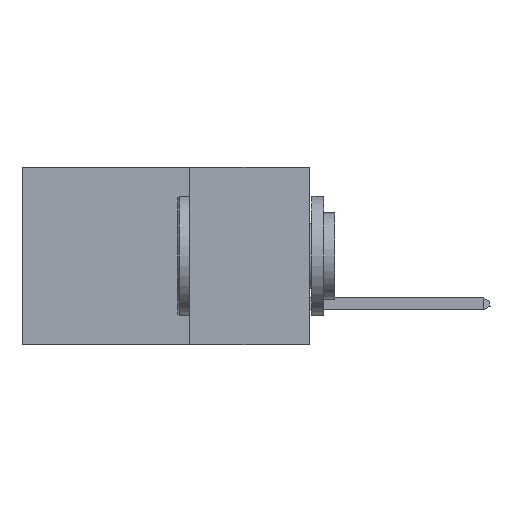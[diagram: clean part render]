
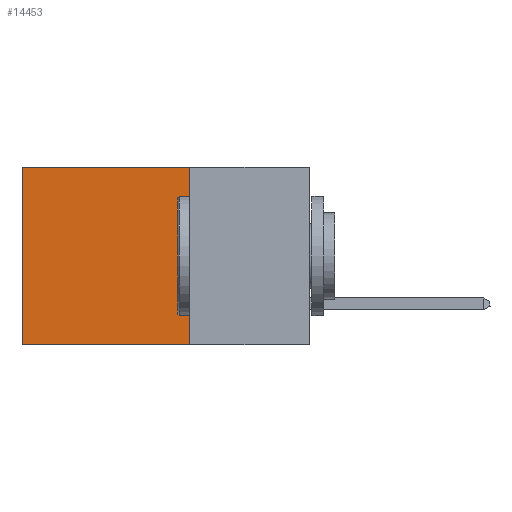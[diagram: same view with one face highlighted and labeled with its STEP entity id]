
A CAD part, left-side view. The second image highlights one B-rep face of the part: STEP entity #14453.
In plain terms, the highlighted planar face has unit normal (-1, 0, 0).
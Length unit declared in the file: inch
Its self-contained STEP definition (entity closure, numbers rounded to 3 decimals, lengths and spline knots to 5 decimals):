
#2212 = CARTESIAN_POINT ( 'NONE',  ( 0.2875, 0.25, -0.37 ) ) ;
#5573 = VERTEX_POINT ( 'NONE', #25870 ) ;
#5975 = DIRECTION ( 'NONE',  ( 0., 0., -1. ) ) ;
#6759 = EDGE_CURVE ( 'NONE', #39008, #39977, #46959, .T. ) ;
#7821 = CARTESIAN_POINT ( 'NONE',  ( 0.2875, 0.25, 0. ) ) ;
#7951 = CARTESIAN_POINT ( 'NONE',  ( 0.2875, 0.6, 0. ) ) ;
#8538 = DIRECTION ( 'NONE',  ( 0., 0., -1. ) ) ;
#9717 = EDGE_LOOP ( 'NONE', ( #24990, #28626, #30954, #20095 ) ) ;
#10220 = AXIS2_PLACEMENT_3D ( 'NONE', #14197, #28965, #5975 ) ;
#10601 = VERTEX_POINT ( 'NONE', #7951 ) ;
#13257 = DIRECTION ( 'NONE',  ( 0., 1., 0. ) ) ;
#14197 = CARTESIAN_POINT ( 'NONE',  ( 0.2875, 0.25, 0. ) ) ;
#14453 = ADVANCED_FACE ( 'NONE', ( #31311 ), #33138, .F. ) ;
#18665 = EDGE_CURVE ( 'NONE', #10601, #39977, #30347, .T. ) ;
#19487 = VECTOR ( 'NONE', #38569, 39.37008 ) ;
#20095 = ORIENTED_EDGE ( 'NONE', *, *, #40725, .T. ) ;
#23217 = CARTESIAN_POINT ( 'NONE',  ( 0.2875, 0.6, 0. ) ) ;
#24152 = EDGE_CURVE ( 'NONE', #5573, #39008, #34357, .T. ) ;
#24990 = ORIENTED_EDGE ( 'NONE', *, *, #18665, .T. ) ;
#25870 = CARTESIAN_POINT ( 'NONE',  ( 0.2875, 0.25, 0. ) ) ;
#27763 = VECTOR ( 'NONE', #8538, 39.37008 ) ;
#28037 = CARTESIAN_POINT ( 'NONE',  ( 0.2875, 0.25, -0.37 ) ) ;
#28626 = ORIENTED_EDGE ( 'NONE', *, *, #6759, .F. ) ;
#28965 = DIRECTION ( 'NONE',  ( 1., 0., 0. ) ) ;
#29087 = VECTOR ( 'NONE', #13257, 39.37008 ) ;
#30347 = LINE ( 'NONE', #23217, #19487 ) ;
#30954 = ORIENTED_EDGE ( 'NONE', *, *, #24152, .F. ) ;
#31014 = CARTESIAN_POINT ( 'NONE',  ( 0.2875, 0.25, 0. ) ) ;
#31311 = FACE_OUTER_BOUND ( 'NONE', #9717, .T. ) ;
#33138 = PLANE ( 'NONE',  #10220 ) ;
#33280 = VECTOR ( 'NONE', #41811, 39.37008 ) ;
#34357 = LINE ( 'NONE', #31014, #27763 ) ;
#37695 = CARTESIAN_POINT ( 'NONE',  ( 0.2875, 0.6, -0.37 ) ) ;
#38569 = DIRECTION ( 'NONE',  ( 0., 0., -1. ) ) ;
#39008 = VERTEX_POINT ( 'NONE', #2212 ) ;
#39977 = VERTEX_POINT ( 'NONE', #37695 ) ;
#40725 = EDGE_CURVE ( 'NONE', #5573, #10601, #43412, .T. ) ;
#41811 = DIRECTION ( 'NONE',  ( 0., 1., 0. ) ) ;
#43412 = LINE ( 'NONE', #7821, #33280 ) ;
#46959 = LINE ( 'NONE', #28037, #29087 ) ;
